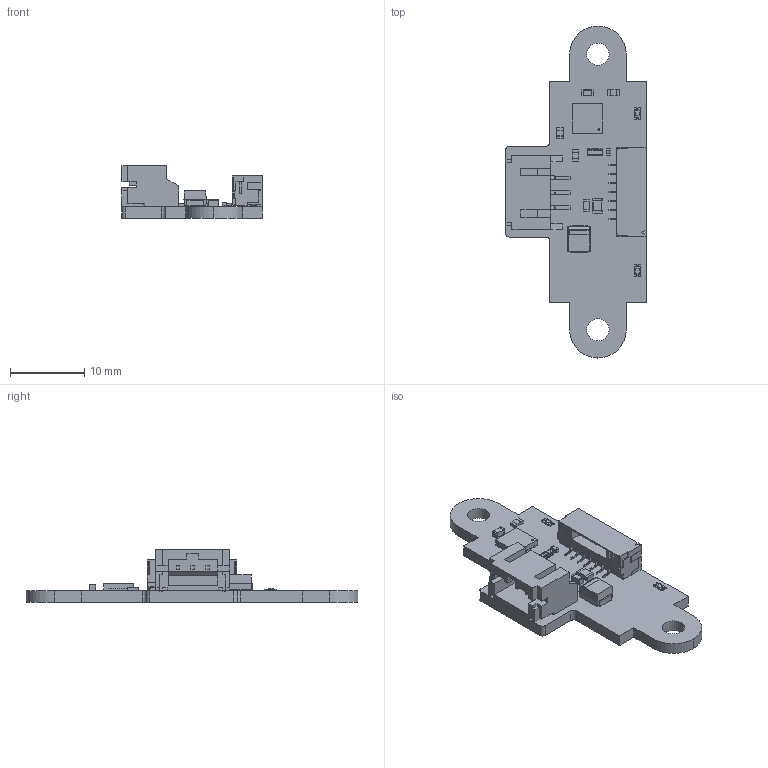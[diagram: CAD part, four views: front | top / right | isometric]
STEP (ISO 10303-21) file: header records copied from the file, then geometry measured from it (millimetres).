
FILE_DESCRIPTION(('FreeCAD Model'),'2;1');
FILE_NAME('distance-ir-v2.step', '2018-07-31T10:11:21',('kicad StepUp'),('ksu MCAD'), 'Open CASCADE STEP processor 7.3','FreeCAD','Unknown');
FILE_SCHEMA(('AUTOMOTIVE_DESIGN { 1 0 10303 214 1 1 1 1 }'));
Length unit declared in the file: millimetre
Products named in the file (19): distance-ir-v2; Board_Geoms; Pcb; Step_Models; Top; Tantalum_B_3528H21_; C_0603_; C_0402_; C_0805_; C_0603_001; D_0603_blue_; R_0603_; R_0603_001; Cut_; BrickletConn_7pin_; QFN-24_4x4mm_Pitch0.5mm_; S3B-PH-SM4_; D_0603_blue_001; R_0603_002
Assembly tree (18 placements, depth 4):
  distance-ir-v2
    Board_Geoms
      Pcb
    Step_Models
      Top
        Tantalum_B_3528H21_
        C_0603_
        C_0402_
        C_0805_
        C_0603_001
        D_0603_blue_
        R_0603_
        R_0603_001
        Cut_
        BrickletConn_7pin_
        QFN-24_4x4mm_Pitch0.5mm_
        S3B-PH-SM4_
        D_0603_blue_001
        R_0603_002
Bounding box: 18.9 x 44.6 x 7.1 mm (x, y, z)
Volume: 1210.6 mm3; surface area: 2384.5 mm2
Topology: 17 solids, 17 shells, 1160 faces, 3330 edges, 2184 vertices
Faces by surface type: plane 1019, cylinder 132, bspline 9
Full cylindrical faces by diameter (mm): 3 x2
Entity records: 46743 total; most frequent: CARTESIAN_POINT 7856, ORIENTED_EDGE 6660, DIRECTION 5908, EDGE_CURVE 3330, LINE 3040, VECTOR 3040, VERTEX_POINT 2184, AXIS2_PLACEMENT_3D 1434
